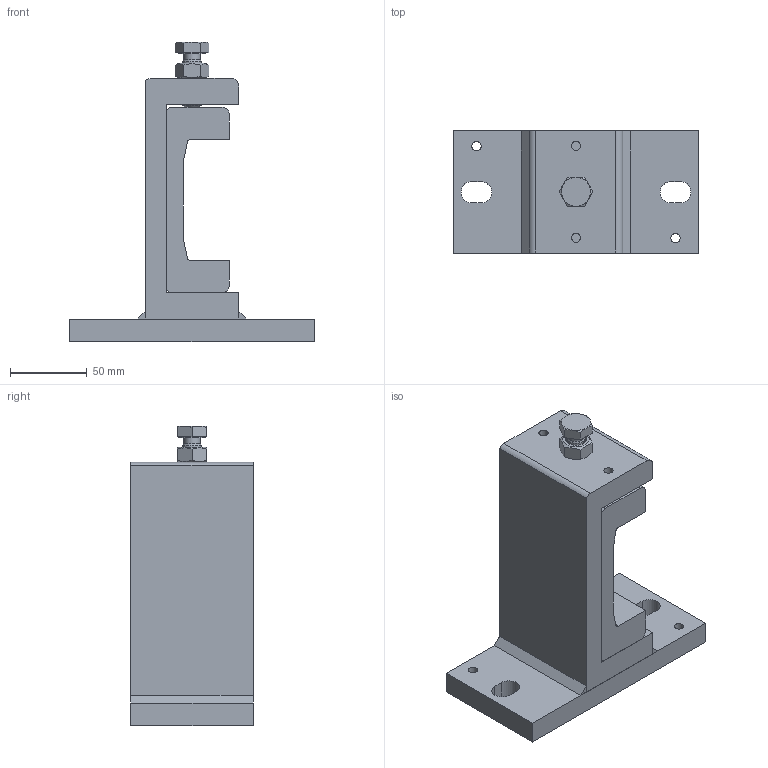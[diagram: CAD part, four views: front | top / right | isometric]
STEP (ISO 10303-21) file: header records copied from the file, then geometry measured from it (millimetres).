
FILE_DESCRIPTION(/* description */ (''),/* implementation_level */ '2;1');
FILE_NAME(/* name */ 'KS 080 3650_Klemmkonsole_Zusammenbau.stp',/* time_stamp */ '2014-11-18T15:56:16+01:00',/* author */ ('Hipp'),/* organization */ (''),/* preprocessor_version */ 'ST-DEVELOPER v15.2',/* originating_system */ 'Autodesk Inventor 2014',/* authorisation */ '');
FILE_SCHEMA (('AUTOMOTIVE_DESIGN { 1 0 10303 214 3 1 1 }'));
Length unit declared in the file: millimetre
Products named in the file (8): KS 080 3650_Klemmkonsole_Schweißteil_Schweißnä
hte; KS 080.3650.01_Anschraubplatte; ALFATEC_UP_110_0700; KS 080 3650_Klemmkonsole_Schweißteil; local.DIN.126.15.5; local.DIN.19.224.5; ALFATEC_UP_080_0700; KS 080 3650_Klemmkonsole_Zusammenbau
Bounding box: 160 x 80 x 195.9 mm (x, y, z)
Volume: 688931.4 mm3; surface area: 129754.7 mm2
Topology: 8 solids, 8 shells, 108 faces, 262 edges, 171 vertices
Faces by surface type: plane 67, cylinder 27, cone 14
Full cylindrical faces by diameter (mm): 6 x4, 10.106 x1, 11.053 x1, 12 x2, 17.2 x1
Entity records: 3193 total; most frequent: CARTESIAN_POINT 577, DIRECTION 530, ORIENTED_EDGE 482, EDGE_CURVE 241, AXIS2_PLACEMENT_3D 190, VERTEX_POINT 165, LINE 150, VECTOR 150
